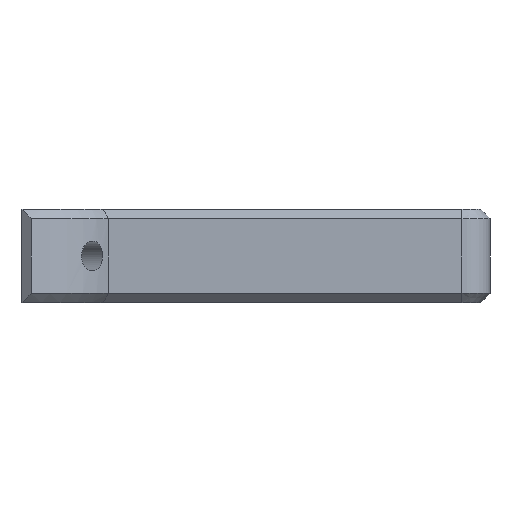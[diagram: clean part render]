
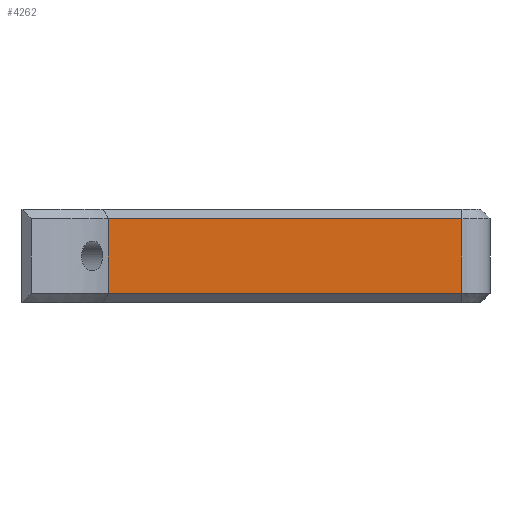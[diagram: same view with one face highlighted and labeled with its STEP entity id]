
A CAD part, front view. The second image highlights one B-rep face of the part: STEP entity #4262.
In plain terms, the highlighted planar face has unit normal (0, -1, 0).
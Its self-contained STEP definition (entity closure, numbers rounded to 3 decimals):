
#101 = PLANE('',#102);
#102 = AXIS2_PLACEMENT_3D('',#103,#104,#105);
#103 = CARTESIAN_POINT('',(11.225,-29.,9.5));
#104 = DIRECTION('',(0.,-0.707,0.707));
#105 = DIRECTION('',(1.,0.,0.));
#1151 = VERTEX_POINT('',#1152);
#1152 = CARTESIAN_POINT('',(11.225,-29.5,9.));
#1167 = CYLINDRICAL_SURFACE('',#1168,13.5);
#1168 = AXIS2_PLACEMENT_3D('',#1169,#1170,#1171);
#1169 = CARTESIAN_POINT('',(0.,-22.,0.));
#1170 = DIRECTION('',(0.,0.,1.));
#1171 = DIRECTION('',(1.,0.,0.));
#1268 = EDGE_CURVE('',#1151,#1269,#1271,.T.);
#1269 = VERTEX_POINT('',#1270);
#1270 = CARTESIAN_POINT('',(49.011,-29.5,9.));
#1271 = SURFACE_CURVE('',#1272,(#1276,#1283),.PCURVE_S1.);
#1272 = LINE('',#1273,#1274);
#1273 = CARTESIAN_POINT('',(11.225,-29.5,9.));
#1274 = VECTOR('',#1275,1.);
#1275 = DIRECTION('',(1.,0.,0.));
#1276 = PCURVE('',#101,#1277);
#1277 = DEFINITIONAL_REPRESENTATION('',(#1278),#1282);
#1278 = LINE('',#1279,#1280);
#1279 = CARTESIAN_POINT('',(0.,-0.707));
#1280 = VECTOR('',#1281,1.);
#1281 = DIRECTION('',(1.,0.));
#1282 = ( GEOMETRIC_REPRESENTATION_CONTEXT(2) 
PARAMETRIC_REPRESENTATION_CONTEXT() REPRESENTATION_CONTEXT('2D SPACE',''
  ) );
#1283 = PCURVE('',#1284,#1289);
#1284 = PLANE('',#1285);
#1285 = AXIS2_PLACEMENT_3D('',#1286,#1287,#1288);
#1286 = CARTESIAN_POINT('',(29.408,-29.5,5.));
#1287 = DIRECTION('',(0.,-1.,0.));
#1288 = DIRECTION('',(-0.,0.,1.));
#1289 = DEFINITIONAL_REPRESENTATION('',(#1290),#1294);
#1290 = LINE('',#1291,#1292);
#1291 = CARTESIAN_POINT('',(4.,18.183));
#1292 = VECTOR('',#1293,1.);
#1293 = DIRECTION('',(0.,-1.));
#1294 = ( GEOMETRIC_REPRESENTATION_CONTEXT(2) 
PARAMETRIC_REPRESENTATION_CONTEXT() REPRESENTATION_CONTEXT('2D SPACE',''
  ) );
#1418 = CYLINDRICAL_SURFACE('',#1419,3.);
#1419 = AXIS2_PLACEMENT_3D('',#1420,#1421,#1422);
#1420 = CARTESIAN_POINT('',(49.011,-26.5,10.));
#1421 = DIRECTION('',(0.,0.,-1.));
#1422 = DIRECTION('',(0.,-1.,0.));
#2991 = VERTEX_POINT('',#2992);
#2992 = CARTESIAN_POINT('',(11.225,-29.5,1.));
#3010 = PLANE('',#3011);
#3011 = AXIS2_PLACEMENT_3D('',#3012,#3013,#3014);
#3012 = CARTESIAN_POINT('',(11.225,-29.,0.5));
#3013 = DIRECTION('',(0.,-0.707,-0.707));
#3014 = DIRECTION('',(-1.,-0.,-0.));
#4037 = EDGE_CURVE('',#2991,#1151,#4038,.T.);
#4038 = SURFACE_CURVE('',#4039,(#4043,#4049),.PCURVE_S1.);
#4039 = LINE('',#4040,#4041);
#4040 = CARTESIAN_POINT('',(11.225,-29.5,0.));
#4041 = VECTOR('',#4042,1.);
#4042 = DIRECTION('',(0.,0.,1.));
#4043 = PCURVE('',#1167,#4044);
#4044 = DEFINITIONAL_REPRESENTATION('',(#4045),#4048);
#4045 = B_SPLINE_CURVE_WITH_KNOTS('',1,(#4046,#4047),.UNSPECIFIED.,.F.,
  .F.,(2,2),(0.,10.),.PIECEWISE_BEZIER_KNOTS.);
#4046 = CARTESIAN_POINT('',(5.694,0.));
#4047 = CARTESIAN_POINT('',(5.694,10.));
#4048 = ( GEOMETRIC_REPRESENTATION_CONTEXT(2) 
PARAMETRIC_REPRESENTATION_CONTEXT() REPRESENTATION_CONTEXT('2D SPACE',''
  ) );
#4049 = PCURVE('',#1284,#4050);
#4050 = DEFINITIONAL_REPRESENTATION('',(#4051),#4054);
#4051 = B_SPLINE_CURVE_WITH_KNOTS('',1,(#4052,#4053),.UNSPECIFIED.,.F.,
  .F.,(2,2),(0.,10.),.PIECEWISE_BEZIER_KNOTS.);
#4052 = CARTESIAN_POINT('',(-5.,18.183));
#4053 = CARTESIAN_POINT('',(5.,18.183));
#4054 = ( GEOMETRIC_REPRESENTATION_CONTEXT(2) 
PARAMETRIC_REPRESENTATION_CONTEXT() REPRESENTATION_CONTEXT('2D SPACE',''
  ) );
#4262 = ADVANCED_FACE('',(#4263),#1284,.T.);
#4263 = FACE_BOUND('',#4264,.T.);
#4264 = EDGE_LOOP('',(#4265,#4288,#4289,#4290));
#4265 = ORIENTED_EDGE('',*,*,#4266,.F.);
#4266 = EDGE_CURVE('',#1269,#4267,#4269,.T.);
#4267 = VERTEX_POINT('',#4268);
#4268 = CARTESIAN_POINT('',(49.011,-29.5,1.));
#4269 = SURFACE_CURVE('',#4270,(#4274,#4281),.PCURVE_S1.);
#4270 = LINE('',#4271,#4272);
#4271 = CARTESIAN_POINT('',(49.011,-29.5,10.));
#4272 = VECTOR('',#4273,1.);
#4273 = DIRECTION('',(0.,0.,-1.));
#4274 = PCURVE('',#1284,#4275);
#4275 = DEFINITIONAL_REPRESENTATION('',(#4276),#4280);
#4276 = LINE('',#4277,#4278);
#4277 = CARTESIAN_POINT('',(5.,-19.602));
#4278 = VECTOR('',#4279,1.);
#4279 = DIRECTION('',(-1.,0.));
#4280 = ( GEOMETRIC_REPRESENTATION_CONTEXT(2) 
PARAMETRIC_REPRESENTATION_CONTEXT() REPRESENTATION_CONTEXT('2D SPACE',''
  ) );
#4281 = PCURVE('',#1418,#4282);
#4282 = DEFINITIONAL_REPRESENTATION('',(#4283),#4287);
#4283 = LINE('',#4284,#4285);
#4284 = CARTESIAN_POINT('',(-0.,0.));
#4285 = VECTOR('',#4286,1.);
#4286 = DIRECTION('',(-0.,1.));
#4287 = ( GEOMETRIC_REPRESENTATION_CONTEXT(2) 
PARAMETRIC_REPRESENTATION_CONTEXT() REPRESENTATION_CONTEXT('2D SPACE',''
  ) );
#4288 = ORIENTED_EDGE('',*,*,#1268,.F.);
#4289 = ORIENTED_EDGE('',*,*,#4037,.F.);
#4290 = ORIENTED_EDGE('',*,*,#4291,.T.);
#4291 = EDGE_CURVE('',#2991,#4267,#4292,.T.);
#4292 = SURFACE_CURVE('',#4293,(#4297,#4304),.PCURVE_S1.);
#4293 = LINE('',#4294,#4295);
#4294 = CARTESIAN_POINT('',(11.225,-29.5,1.));
#4295 = VECTOR('',#4296,1.);
#4296 = DIRECTION('',(1.,0.,0.));
#4297 = PCURVE('',#1284,#4298);
#4298 = DEFINITIONAL_REPRESENTATION('',(#4299),#4303);
#4299 = LINE('',#4300,#4301);
#4300 = CARTESIAN_POINT('',(-4.,18.183));
#4301 = VECTOR('',#4302,1.);
#4302 = DIRECTION('',(0.,-1.));
#4303 = ( GEOMETRIC_REPRESENTATION_CONTEXT(2) 
PARAMETRIC_REPRESENTATION_CONTEXT() REPRESENTATION_CONTEXT('2D SPACE',''
  ) );
#4304 = PCURVE('',#3010,#4305);
#4305 = DEFINITIONAL_REPRESENTATION('',(#4306),#4310);
#4306 = LINE('',#4307,#4308);
#4307 = CARTESIAN_POINT('',(-0.,-0.707));
#4308 = VECTOR('',#4309,1.);
#4309 = DIRECTION('',(-1.,0.));
#4310 = ( GEOMETRIC_REPRESENTATION_CONTEXT(2) 
PARAMETRIC_REPRESENTATION_CONTEXT() REPRESENTATION_CONTEXT('2D SPACE',''
  ) );
